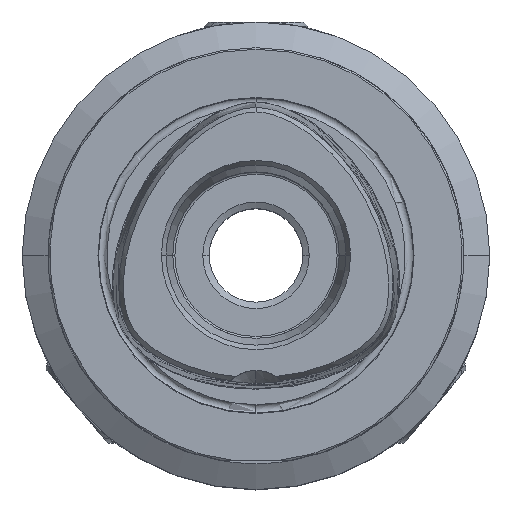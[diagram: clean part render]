
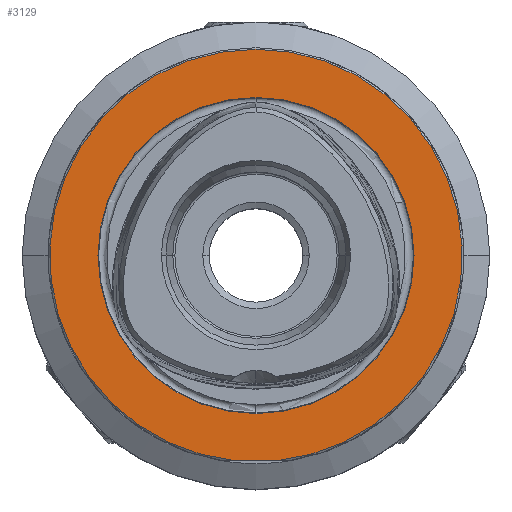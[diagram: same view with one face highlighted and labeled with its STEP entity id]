
A CAD part, top view. The second image highlights one B-rep face of the part: STEP entity #3129.
In plain terms, the highlighted planar face has unit normal (0, 0, 1).
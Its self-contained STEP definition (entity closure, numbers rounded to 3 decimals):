
#1745=VERTEX_POINT('NONE',#4205);
#1823=VERTEX_POINT('NONE',#4287);
#1893=EDGE_CURVE('NONE',#2105,#1823,#4363,.F.);
#1989=EDGE_CURVE('NONE',#1823,#3341,#4473,.T.);
#2105=VERTEX_POINT('NONE',#4598);
#2683=VERTEX_POINT('NONE',#5226);
#3129=ADVANCED_FACE('NONE',(#5721,#5722),#5723,.T.);
#3203=EDGE_CURVE('NONE',#1745,#2683,#5806,.F.);
#3219=EDGE_CURVE('NONE',#2683,#1745,#5822,.T.);
#3341=VERTEX_POINT('',#5967);
#3353=EDGE_CURVE('NONE',#3341,#2105,#5980,.T.);
#4205=CARTESIAN_POINT('',(0.,-30.414,0.));
#4287=CARTESIAN_POINT('',(-3.98,-39.5,0.));
#4363=LINE('',#9474,#9475);
#4473=CIRCLE('',#11145,39.7);
#4598=CARTESIAN_POINT('',(3.98,-39.5,0.));
#5226=CARTESIAN_POINT('',(0.,30.414,0.));
#5721=FACE_OUTER_BOUND('',#14050,.T.);
#5722=FACE_BOUND('',#14051,.T.);
#5723=PLANE('',#14052);
#5806=CIRCLE('',#14231,30.414);
#5822=CIRCLE('',#14258,30.414);
#5967=CARTESIAN_POINT('',(0.,39.7,0.));
#5980=CIRCLE('',#16013,39.7);
#9474=CARTESIAN_POINT('',(-17.25,-39.5,0.));
#9475=VECTOR('',#17864,1.0);
#11145=AXIS2_PLACEMENT_3D('',#18009,#18010,#18011);
#14050=EDGE_LOOP('',(#19381,#19382,#19383));
#14051=EDGE_LOOP('',(#19384,#19385));
#14052=AXIS2_PLACEMENT_3D('',#19386,#19387,#19388);
#14231=AXIS2_PLACEMENT_3D('',#19477,#19478,#19479);
#14258=AXIS2_PLACEMENT_3D('',#19490,#19491,#19492);
#16013=AXIS2_PLACEMENT_3D('',#19696,#19697,#19698);
#17864=DIRECTION('',(1.0,0.0,0.));
#18009=CARTESIAN_POINT('',(0.,0.,0.));
#18010=DIRECTION('',(0.,0.,-1.0));
#18011=DIRECTION('',(0.,-1.0,0.));
#19381=ORIENTED_EDGE('',*,*,#1893,.F.);
#19382=ORIENTED_EDGE('',*,*,#3353,.F.);
#19383=ORIENTED_EDGE('',*,*,#1989,.F.);
#19384=ORIENTED_EDGE('',*,*,#3219,.F.);
#19385=ORIENTED_EDGE('',*,*,#3203,.F.);
#19386=CARTESIAN_POINT('',(-42.0,0.,0.));
#19387=DIRECTION('',(0.,0.,1.0));
#19388=DIRECTION('',(-1.0,-0.0,0.));
#19477=CARTESIAN_POINT('',(0.,0.,0.));
#19478=DIRECTION('',(0.,0.,-1.0));
#19479=DIRECTION('',(0.,1.0,0.));
#19490=CARTESIAN_POINT('',(0.,0.,0.));
#19491=DIRECTION('',(0.,0.,1.0));
#19492=DIRECTION('',(0.,1.0,0.));
#19696=CARTESIAN_POINT('',(0.,0.,0.));
#19697=DIRECTION('',(0.,0.,-1.0));
#19698=DIRECTION('',(0.,-1.0,0.));
